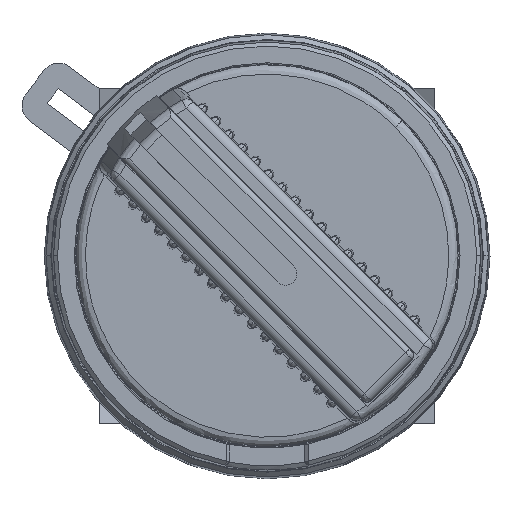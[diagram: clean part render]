
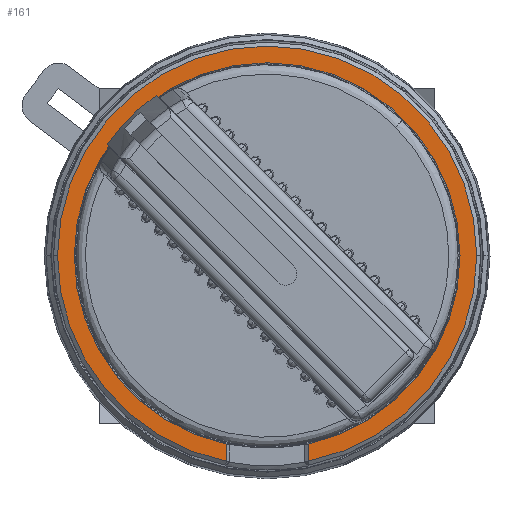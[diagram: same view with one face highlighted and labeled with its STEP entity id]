
A CAD part, top view. The second image highlights one B-rep face of the part: STEP entity #161.
In plain terms, the highlighted planar face has unit normal (0, 0, 1).
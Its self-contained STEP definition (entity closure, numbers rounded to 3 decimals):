
#30 = ORIENTED_EDGE ( 'NONE', *, *, #12401, .T. ) ;
#161 = ADVANCED_FACE ( 'NONE', ( #13108 ), #19415, .T. ) ;
#315 = CARTESIAN_POINT ( 'NONE',  ( 0., 0., 11.6 ) ) ;
#1565 = VERTEX_POINT ( 'NONE', #6364 ) ;
#1667 = VERTEX_POINT ( 'NONE', #19690 ) ;
#1687 = DIRECTION ( 'NONE',  ( 0., 1., 0. ) ) ;
#2033 = AXIS2_PLACEMENT_3D ( 'NONE', #315, #6620, #12951 ) ;
#2338 = DIRECTION ( 'NONE',  ( 0., -1., 0. ) ) ;
#2743 = VECTOR ( 'NONE', #2338, 1000. ) ;
#3083 = EDGE_CURVE ( 'NONE', #11895, #1667, #5771, .T. ) ;
#3159 = AXIS2_PLACEMENT_3D ( 'NONE', #19395, #5201, #11537 ) ;
#3188 = VERTEX_POINT ( 'NONE', #14918 ) ;
#3906 = CARTESIAN_POINT ( 'NONE',  ( 0., 0., 11.6 ) ) ;
#4446 = AXIS2_PLACEMENT_3D ( 'NONE', #5200, #11536, #17818 ) ;
#5172 = EDGE_CURVE ( 'NONE', #3188, #18729, #16017, .T. ) ;
#5200 = CARTESIAN_POINT ( 'NONE',  ( 0., 0., 11.6 ) ) ;
#5201 = DIRECTION ( 'NONE',  ( 0., 0., -1. ) ) ;
#5219 = CARTESIAN_POINT ( 'NONE',  ( -11.326, -11.111, 11.6 ) ) ;
#5497 = CARTESIAN_POINT ( 'NONE',  ( 0., 0., 11.6 ) ) ;
#5771 = CIRCLE ( 'NONE', #3159, 10.3 ) ;
#6119 = DIRECTION ( 'NONE',  ( -1., 0., 0. ) ) ;
#6297 = ORIENTED_EDGE ( 'NONE', *, *, #7830, .T. ) ;
#6364 = CARTESIAN_POINT ( 'NONE',  ( -2.175, -10.978, 11.6 ) ) ;
#6620 = DIRECTION ( 'NONE',  ( 0., 0., -1. ) ) ;
#6648 = CIRCLE ( 'NONE', #18182, 11.191 ) ;
#6841 = VERTEX_POINT ( 'NONE', #17838 ) ;
#7830 = EDGE_CURVE ( 'NONE', #6841, #1565, #6648, .T. ) ;
#8315 = EDGE_CURVE ( 'NONE', #18729, #6841, #17557, .T. ) ;
#8448 = EDGE_CURVE ( 'NONE', #9628, #8870, #19891, .T. ) ;
#8477 = CARTESIAN_POINT ( 'NONE',  ( -2.175, -10.068, 11.6 ) ) ;
#8631 = AXIS2_PLACEMENT_3D ( 'NONE', #13981, #20325, #6119 ) ;
#8870 = VERTEX_POINT ( 'NONE', #16475 ) ;
#9572 = LINE ( 'NONE', #15869, #18461 ) ;
#9628 = VERTEX_POINT ( 'NONE', #11135 ) ;
#10220 = LINE ( 'NONE', #16506, #2743 ) ;
#10231 = DIRECTION ( 'NONE',  ( 0., 0., -1. ) ) ;
#10378 = AXIS2_PLACEMENT_3D ( 'NONE', #5219, #11559, #17841 ) ;
#10543 = AXIS2_PLACEMENT_3D ( 'NONE', #3906, #10231, #16518 ) ;
#10659 = ORIENTED_EDGE ( 'NONE', *, *, #8448, .T. ) ;
#11135 = CARTESIAN_POINT ( 'NONE',  ( 10.3, 0., 11.6 ) ) ;
#11381 = ORIENTED_EDGE ( 'NONE', *, *, #14856, .T. ) ;
#11536 = DIRECTION ( 'NONE',  ( 0., 0., 1. ) ) ;
#11537 = DIRECTION ( 'NONE',  ( 1., 0., 0. ) ) ;
#11559 = DIRECTION ( 'NONE',  ( 0., 0., 1. ) ) ;
#11831 = DIRECTION ( 'NONE',  ( 0., 0., 1. ) ) ;
#11895 = VERTEX_POINT ( 'NONE', #8477 ) ;
#12401 = EDGE_CURVE ( 'NONE', #8870, #3188, #10220, .T. ) ;
#12951 = DIRECTION ( 'NONE',  ( 1., 0., 0. ) ) ;
#13108 = FACE_OUTER_BOUND ( 'NONE', #18494, .T. ) ;
#13981 = CARTESIAN_POINT ( 'NONE',  ( 0., 0., 11.6 ) ) ;
#14275 = EDGE_CURVE ( 'NONE', #1667, #9628, #16792, .T. ) ;
#14856 = EDGE_CURVE ( 'NONE', #1565, #11895, #9572, .T. ) ;
#14918 = CARTESIAN_POINT ( 'NONE',  ( 2.216, -10.97, 11.6 ) ) ;
#15100 = ORIENTED_EDGE ( 'NONE', *, *, #8315, .T. ) ;
#15256 = ORIENTED_EDGE ( 'NONE', *, *, #3083, .T. ) ;
#15869 = CARTESIAN_POINT ( 'NONE',  ( -2.175, 0.107, 11.6 ) ) ;
#16017 = CIRCLE ( 'NONE', #4446, 11.191 ) ;
#16475 = CARTESIAN_POINT ( 'NONE',  ( 2.216, -10.059, 11.6 ) ) ;
#16506 = CARTESIAN_POINT ( 'NONE',  ( 2.216, 0.107, 11.6 ) ) ;
#16518 = DIRECTION ( 'NONE',  ( 1., 0., 0. ) ) ;
#16792 = CIRCLE ( 'NONE', #10543, 10.3 ) ;
#17557 = CIRCLE ( 'NONE', #8631, 11.191 ) ;
#17818 = DIRECTION ( 'NONE',  ( -1., 0., 0. ) ) ;
#17838 = CARTESIAN_POINT ( 'NONE',  ( -11.191, 0., 11.6 ) ) ;
#17841 = DIRECTION ( 'NONE',  ( 1., 0., 0. ) ) ;
#18108 = DIRECTION ( 'NONE',  ( -1., 0., 0. ) ) ;
#18182 = AXIS2_PLACEMENT_3D ( 'NONE', #5497, #11831, #18108 ) ;
#18461 = VECTOR ( 'NONE', #1687, 1000. ) ;
#18494 = EDGE_LOOP ( 'NONE', ( #11381, #15256, #18735, #10659, #30, #19742, #15100, #6297 ) ) ;
#18729 = VERTEX_POINT ( 'NONE', #20095 ) ;
#18735 = ORIENTED_EDGE ( 'NONE', *, *, #14275, .T. ) ;
#19395 = CARTESIAN_POINT ( 'NONE',  ( 0., 0., 11.6 ) ) ;
#19415 = PLANE ( 'NONE',  #10378 ) ;
#19690 = CARTESIAN_POINT ( 'NONE',  ( -10.3, 0., 11.6 ) ) ;
#19742 = ORIENTED_EDGE ( 'NONE', *, *, #5172, .T. ) ;
#19891 = CIRCLE ( 'NONE', #2033, 10.3 ) ;
#20095 = CARTESIAN_POINT ( 'NONE',  ( 11.191, 0., 11.6 ) ) ;
#20325 = DIRECTION ( 'NONE',  ( 0., 0., 1. ) ) ;
